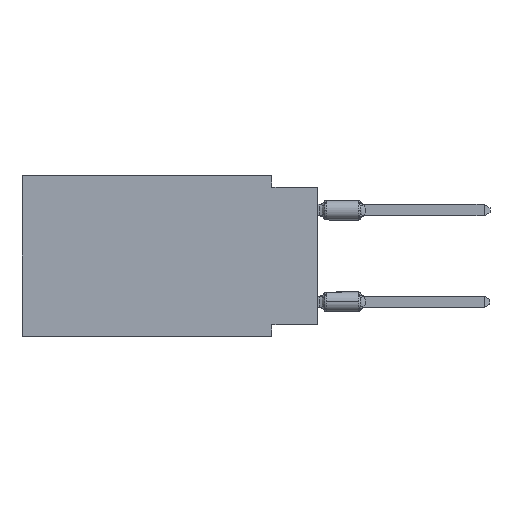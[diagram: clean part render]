
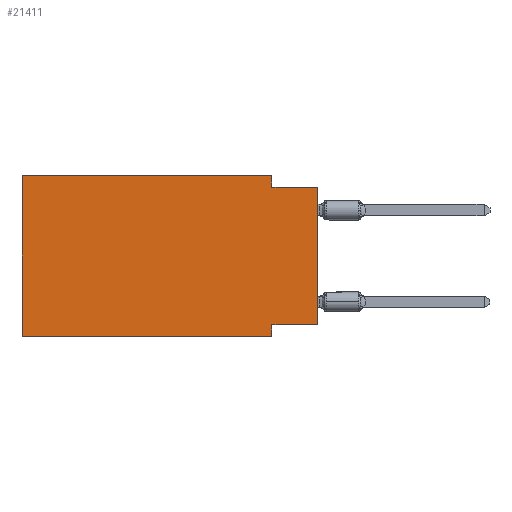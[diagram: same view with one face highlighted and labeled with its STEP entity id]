
A CAD part, left-side view. The second image highlights one B-rep face of the part: STEP entity #21411.
In plain terms, the highlighted planar face has unit normal (-1, 0, 0).
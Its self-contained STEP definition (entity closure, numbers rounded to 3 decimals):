
#86 = VERTEX_POINT ( 'NONE', #936 ) ;
#936 = CARTESIAN_POINT ( 'NONE',  ( 0., 16.383, -8.89 ) ) ;
#1053 = CARTESIAN_POINT ( 'NONE',  ( 0., 16.383, 0. ) ) ;
#1078 = CARTESIAN_POINT ( 'NONE',  ( 0., 0., -0.635 ) ) ;
#1591 = VERTEX_POINT ( 'NONE', #10637 ) ;
#1732 = DIRECTION ( 'NONE',  ( 0., 0., 1. ) ) ;
#2209 = VERTEX_POINT ( 'NONE', #12751 ) ;
#2535 = DIRECTION ( 'NONE',  ( 1., 0., 0. ) ) ;
#2827 = ORIENTED_EDGE ( 'NONE', *, *, #10030, .F. ) ;
#3160 = CARTESIAN_POINT ( 'NONE',  ( 0., 16.383, 0. ) ) ;
#3275 = ORIENTED_EDGE ( 'NONE', *, *, #9650, .F. ) ;
#3952 = VERTEX_POINT ( 'NONE', #15612 ) ;
#4549 = LINE ( 'NONE', #6189, #16817 ) ;
#4624 = CARTESIAN_POINT ( 'NONE',  ( 0., 0., -8.255 ) ) ;
#4733 = DIRECTION ( 'NONE',  ( 0., 1., 0. ) ) ;
#5814 = CARTESIAN_POINT ( 'NONE',  ( 0., 2.54, -8.255 ) ) ;
#6189 = CARTESIAN_POINT ( 'NONE',  ( 0., 2.54, -8.89 ) ) ;
#6449 = VERTEX_POINT ( 'NONE', #11575 ) ;
#7123 = EDGE_CURVE ( 'NONE', #10943, #16078, #7806, .T. ) ;
#7608 = VERTEX_POINT ( 'NONE', #15050 ) ;
#7806 = LINE ( 'NONE', #4624, #7824 ) ;
#7824 = VECTOR ( 'NONE', #4733, 1000. ) ;
#8688 = DIRECTION ( 'NONE',  ( 0., 0., -1. ) ) ;
#8882 = VECTOR ( 'NONE', #1732, 1000. ) ;
#9586 = DIRECTION ( 'NONE',  ( 0., -1., 0. ) ) ;
#9650 = EDGE_CURVE ( 'NONE', #3952, #2209, #11218, .T. ) ;
#9900 = EDGE_CURVE ( 'NONE', #1591, #3952, #13814, .T. ) ;
#10030 = EDGE_CURVE ( 'NONE', #7608, #1591, #14251, .T. ) ;
#10543 = CARTESIAN_POINT ( 'NONE',  ( 0., 2.54, 0. ) ) ;
#10637 = CARTESIAN_POINT ( 'NONE',  ( 0., 2.54, 0. ) ) ;
#10931 = LINE ( 'NONE', #12466, #14110 ) ;
#10943 = VERTEX_POINT ( 'NONE', #15223 ) ;
#10950 = DIRECTION ( 'NONE',  ( 0., 0., -1. ) ) ;
#11218 = LINE ( 'NONE', #1078, #14244 ) ;
#11575 = CARTESIAN_POINT ( 'NONE',  ( 0., 2.54, -8.89 ) ) ;
#11659 = LINE ( 'NONE', #16650, #8882 ) ;
#11832 = EDGE_CURVE ( 'NONE', #86, #6449, #10931, .T. ) ;
#12067 = ORIENTED_EDGE ( 'NONE', *, *, #9900, .F. ) ;
#12142 = AXIS2_PLACEMENT_3D ( 'NONE', #15953, #2535, #10950 ) ;
#12466 = CARTESIAN_POINT ( 'NONE',  ( 0., 16.383, -8.89 ) ) ;
#12751 = CARTESIAN_POINT ( 'NONE',  ( 0., 0., -0.635 ) ) ;
#12820 = ORIENTED_EDGE ( 'NONE', *, *, #16908, .F. ) ;
#13147 = DIRECTION ( 'NONE',  ( 0., 0., -1. ) ) ;
#13249 = EDGE_CURVE ( 'NONE', #86, #7608, #21161, .T. ) ;
#13814 = LINE ( 'NONE', #10543, #15315 ) ;
#14067 = ORIENTED_EDGE ( 'NONE', *, *, #13249, .F. ) ;
#14110 = VECTOR ( 'NONE', #15720, 1000. ) ;
#14244 = VECTOR ( 'NONE', #9586, 1000. ) ;
#14251 = LINE ( 'NONE', #1053, #18090 ) ;
#14326 = FACE_OUTER_BOUND ( 'NONE', #15807, .T. ) ;
#14427 = PLANE ( 'NONE',  #12142 ) ;
#15011 = ORIENTED_EDGE ( 'NONE', *, *, #11832, .T. ) ;
#15050 = CARTESIAN_POINT ( 'NONE',  ( 0., 16.383, 0. ) ) ;
#15223 = CARTESIAN_POINT ( 'NONE',  ( 0., 0., -8.255 ) ) ;
#15315 = VECTOR ( 'NONE', #8688, 1000. ) ;
#15612 = CARTESIAN_POINT ( 'NONE',  ( 0., 2.54, -0.635 ) ) ;
#15720 = DIRECTION ( 'NONE',  ( 0., -1., 0. ) ) ;
#15807 = EDGE_LOOP ( 'NONE', ( #16368, #3275, #12067, #2827, #14067, #15011, #12820, #16118 ) ) ;
#15953 = CARTESIAN_POINT ( 'NONE',  ( 0., 16.383, 0. ) ) ;
#16078 = VERTEX_POINT ( 'NONE', #5814 ) ;
#16118 = ORIENTED_EDGE ( 'NONE', *, *, #7123, .F. ) ;
#16368 = ORIENTED_EDGE ( 'NONE', *, *, #16689, .T. ) ;
#16650 = CARTESIAN_POINT ( 'NONE',  ( 0., 0., 0. ) ) ;
#16689 = EDGE_CURVE ( 'NONE', #10943, #2209, #11659, .T. ) ;
#16817 = VECTOR ( 'NONE', #13147, 1000. ) ;
#16908 = EDGE_CURVE ( 'NONE', #16078, #6449, #4549, .T. ) ;
#17705 = VECTOR ( 'NONE', #19720, 1000. ) ;
#18090 = VECTOR ( 'NONE', #20981, 1000. ) ;
#19720 = DIRECTION ( 'NONE',  ( 0., 0., 1. ) ) ;
#20981 = DIRECTION ( 'NONE',  ( 0., -1., 0. ) ) ;
#21161 = LINE ( 'NONE', #3160, #17705 ) ;
#21411 = ADVANCED_FACE ( 'NONE', ( #14326 ), #14427, .F. ) ;
